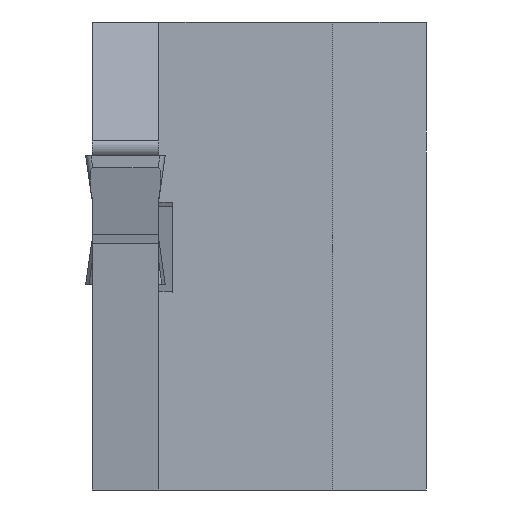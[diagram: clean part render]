
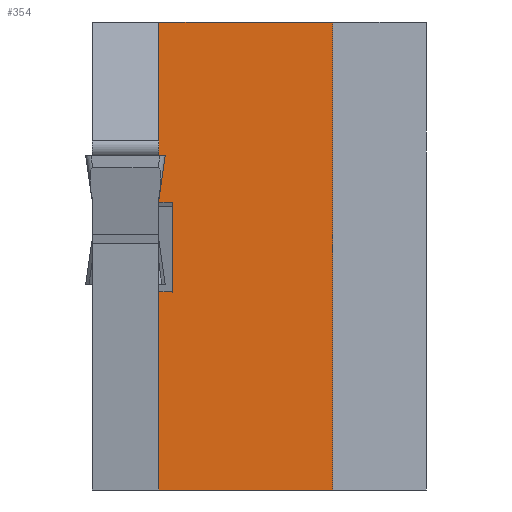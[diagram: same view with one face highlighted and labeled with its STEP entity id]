
A CAD part, left-side view. The second image highlights one B-rep face of the part: STEP entity #354.
In plain terms, the highlighted planar face has unit normal (-1, 0, 0).
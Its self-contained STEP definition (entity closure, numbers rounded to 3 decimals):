
#354=ADVANCED_FACE('',(#430),#395,.T.);
#395=PLANE('',#1126);
#430=FACE_OUTER_BOUND('',#471,.T.);
#471=EDGE_LOOP('',(#558,#559,#560,#561,#562,#563,#564,#565));
#558=ORIENTED_EDGE('',*,*,#832,.T.);
#559=ORIENTED_EDGE('',*,*,#842,.T.);
#560=ORIENTED_EDGE('',*,*,#833,.F.);
#561=ORIENTED_EDGE('',*,*,#816,.T.);
#562=ORIENTED_EDGE('',*,*,#843,.F.);
#563=ORIENTED_EDGE('',*,*,#844,.T.);
#564=ORIENTED_EDGE('',*,*,#845,.T.);
#565=ORIENTED_EDGE('',*,*,#824,.F.);
#742=VERTEX_POINT('',#1401);
#743=VERTEX_POINT('',#1402);
#747=VERTEX_POINT('',#1412);
#750=VERTEX_POINT('',#1417);
#753=VERTEX_POINT('',#1431);
#754=VERTEX_POINT('',#1435);
#760=VERTEX_POINT('',#1453);
#761=VERTEX_POINT('',#1455);
#816=EDGE_CURVE('',#742,#743,#925,.T.);
#824=EDGE_CURVE('',#750,#747,#932,.T.);
#832=EDGE_CURVE('',#750,#753,#940,.T.);
#833=EDGE_CURVE('',#742,#754,#941,.T.);
#842=EDGE_CURVE('',#753,#754,#949,.T.);
#843=EDGE_CURVE('',#760,#743,#950,.T.);
#844=EDGE_CURVE('',#760,#761,#951,.T.);
#845=EDGE_CURVE('',#761,#747,#952,.T.);
#925=LINE('',#1400,#1024);
#932=LINE('',#1418,#1031);
#940=LINE('',#1432,#1039);
#941=LINE('',#1434,#1040);
#949=LINE('',#1451,#1048);
#950=LINE('',#1452,#1049);
#951=LINE('',#1454,#1050);
#952=LINE('',#1456,#1051);
#1024=VECTOR('',#1185,1.);
#1031=VECTOR('',#1196,1.);
#1039=VECTOR('',#1210,1.);
#1040=VECTOR('',#1213,1.);
#1048=VECTOR('',#1227,1.);
#1049=VECTOR('',#1228,1.);
#1050=VECTOR('',#1229,1.);
#1051=VECTOR('',#1230,1.);
#1126=AXIS2_PLACEMENT_3D('',#1457,#1231,#1232);
#1185=DIRECTION('',(0.,0.,-1.));
#1196=DIRECTION('',(0.,0.,1.));
#1210=DIRECTION('',(0.,-1.,0.));
#1213=DIRECTION('',(0.,-1.,0.));
#1227=DIRECTION('',(0.,0.,1.));
#1228=DIRECTION('',(0.,1.,0.));
#1229=DIRECTION('',(0.,0.,-1.));
#1230=DIRECTION('',(0.,1.,0.));
#1231=DIRECTION('',(-1.,0.,0.));
#1232=DIRECTION('',(0.,0.,1.));
#1400=CARTESIAN_POINT('',(26.,20.,0.));
#1401=CARTESIAN_POINT('',(26.,20.,10.));
#1402=CARTESIAN_POINT('',(26.,20.,-3.468));
#1412=CARTESIAN_POINT('',(26.,20.,-10.169));
#1417=CARTESIAN_POINT('',(26.,20.,-25.));
#1418=CARTESIAN_POINT('',(26.,20.,10.));
#1431=CARTESIAN_POINT('',(26.,7.,-25.));
#1432=CARTESIAN_POINT('',(26.,0.,-25.));
#1434=CARTESIAN_POINT('',(26.,0.,10.));
#1435=CARTESIAN_POINT('',(26.,7.,10.));
#1451=CARTESIAN_POINT('',(26.,7.,10.));
#1452=CARTESIAN_POINT('',(26.,0.,-3.468));
#1453=CARTESIAN_POINT('',(26.,19.,-3.468));
#1454=CARTESIAN_POINT('',(26.,19.,10.));
#1455=CARTESIAN_POINT('',(26.,19.,-10.169));
#1456=CARTESIAN_POINT('',(26.,25.473,-10.169));
#1457=CARTESIAN_POINT('',(26.,0.,10.));
